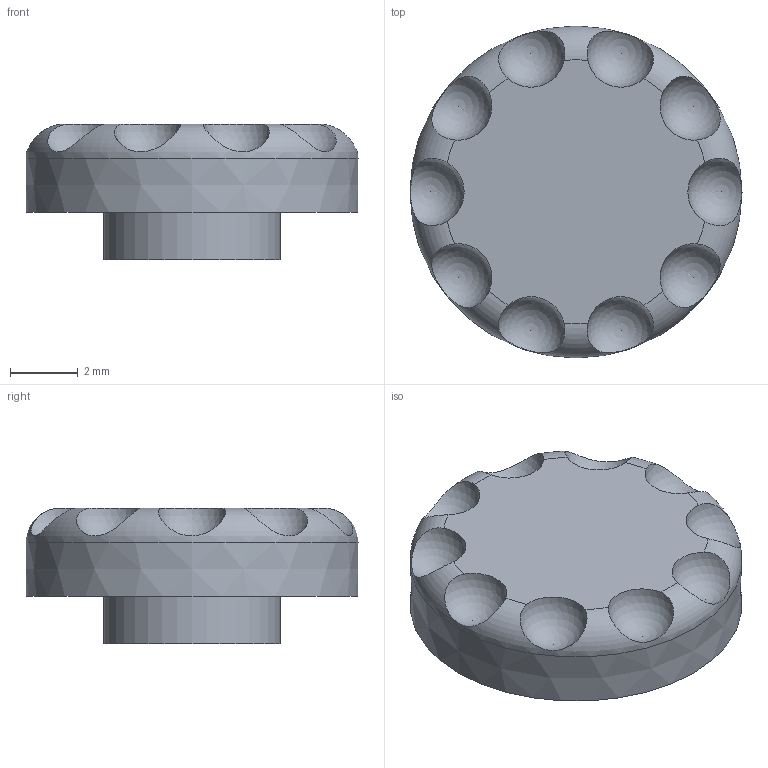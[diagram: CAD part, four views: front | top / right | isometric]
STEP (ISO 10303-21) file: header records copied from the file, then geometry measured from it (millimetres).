
FILE_DESCRIPTION(/* description */ (''),/* implementation_level */ '2;1');
FILE_NAME(/* name */ 'volumeWheelCNCv5_1.step',/* time_stamp */ '2023-09-07T22:05:20-07:00',/* author */ (''),/* organization */ (''),/* preprocessor_version */ 'ST-DEVELOPER v20',/* originating_system */ 'Autodesk Translation Framework v12.9.0.99',/* authorisation */ '');
FILE_SCHEMA (('AUTOMOTIVE_DESIGN { 1 0 10303 214 3 1 1 }'));
Length unit declared in the file: millimetre
Products named in the file (1): FusionComponent
Bounding box: 9.79 x 9.79 x 4 mm (x, y, z)
Volume: 196.8 mm3; surface area: 264.7 mm2
Topology: 1 solids, 1 shells, 33 faces, 108 edges, 69 vertices
Faces by surface type: sphere 10, cylinder 9, torus 7, plane 6, cone 1
Full cylindrical faces by diameter (mm): 5.2 x1
Entity records: 1529 total; most frequent: CARTESIAN_POINT 541, DIRECTION 226, ORIENTED_EDGE 196, AXIS2_PLACEMENT_3D 105, EDGE_CURVE 98, CIRCLE 71, VERTEX_POINT 69, EDGE_LOOP 35
